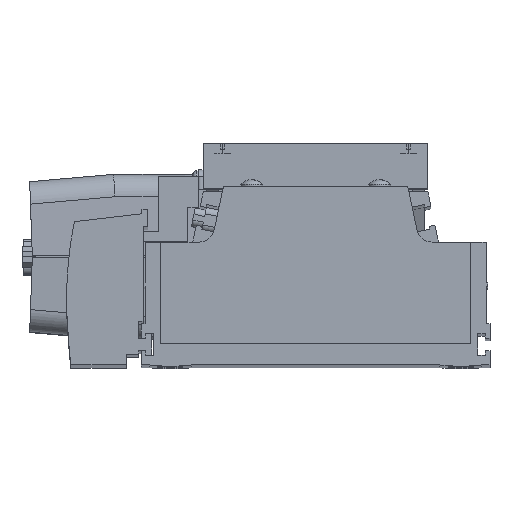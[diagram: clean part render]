
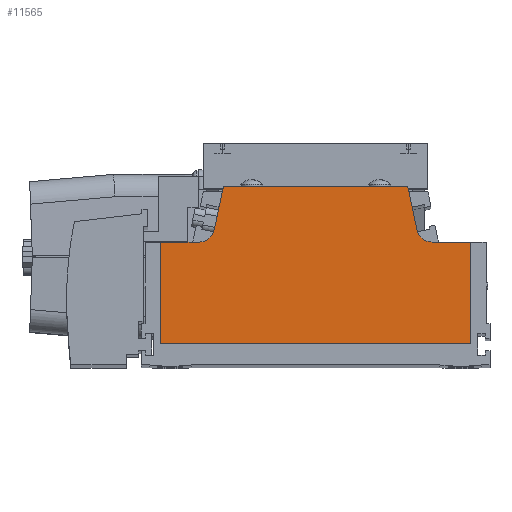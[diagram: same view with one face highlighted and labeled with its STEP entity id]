
A CAD part, top view. The second image highlights one B-rep face of the part: STEP entity #11565.
In plain terms, the highlighted planar face has unit normal (0, 0, 1).
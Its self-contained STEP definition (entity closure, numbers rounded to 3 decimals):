
#232 = VERTEX_POINT ( 'NONE', #16066 ) ;
#309 = LINE ( 'NONE', #7022, #24345 ) ;
#1766 = CARTESIAN_POINT ( 'NONE',  ( -30.049, 7., 472.5 ) ) ;
#2242 = CARTESIAN_POINT ( 'NONE',  ( 30.049, 3., 472.5 ) ) ;
#3030 = ORIENTED_EDGE ( 'NONE', *, *, #12147, .F. ) ;
#3038 = LINE ( 'NONE', #23498, #6044 ) ;
#4826 = DIRECTION ( 'NONE',  ( -1., 0., 0. ) ) ;
#5128 = FACE_OUTER_BOUND ( 'NONE', #20732, .T. ) ;
#5244 = DIRECTION ( 'NONE',  ( 0., -1., 0. ) ) ;
#5336 = VECTOR ( 'NONE', #5244, 1000. ) ;
#5620 = DIRECTION ( 'NONE',  ( -1., 0., 0. ) ) ;
#5942 = VERTEX_POINT ( 'NONE', #6958 ) ;
#6044 = VECTOR ( 'NONE', #18971, 1000. ) ;
#6317 = CARTESIAN_POINT ( 'NONE',  ( 23.784, 17.45, 472.5 ) ) ;
#6525 = VECTOR ( 'NONE', #10757, 1000. ) ;
#6958 = CARTESIAN_POINT ( 'NONE',  ( -23.784, 17.45, 472.5 ) ) ;
#6971 = VERTEX_POINT ( 'NONE', #22445 ) ;
#7022 = CARTESIAN_POINT ( 'NONE',  ( -40., -23.13, 472.5 ) ) ;
#7574 = ORIENTED_EDGE ( 'NONE', *, *, #12021, .F. ) ;
#8328 = CARTESIAN_POINT ( 'NONE',  ( 23.784, 17.45, 472.5 ) ) ;
#8346 = EDGE_CURVE ( 'NONE', #17396, #17952, #16962, .T. ) ;
#8600 = EDGE_CURVE ( 'NONE', #27073, #17952, #309, .T. ) ;
#9100 = ORIENTED_EDGE ( 'NONE', *, *, #16089, .F. ) ;
#9438 = ORIENTED_EDGE ( 'NONE', *, *, #25592, .T. ) ;
#9827 = ORIENTED_EDGE ( 'NONE', *, *, #8346, .T. ) ;
#10011 = VECTOR ( 'NONE', #17144, 1000. ) ;
#10074 = ORIENTED_EDGE ( 'NONE', *, *, #8600, .F. ) ;
#10178 = LINE ( 'NONE', #12375, #6525 ) ;
#10691 = DIRECTION ( 'NONE',  ( -1., 0., 0. ) ) ;
#10757 = DIRECTION ( 'NONE',  ( 0.204, 0.979, 0. ) ) ;
#11565 = ADVANCED_FACE ( 'NONE', ( #5128 ), #14055, .F. ) ;
#11889 = DIRECTION ( 'NONE',  ( -1., 0., 0. ) ) ;
#12021 = EDGE_CURVE ( 'NONE', #6971, #27073, #16364, .T. ) ;
#12147 = EDGE_CURVE ( 'NONE', #5942, #24670, #16649, .T. ) ;
#12361 = LINE ( 'NONE', #21528, #12517 ) ;
#12375 = CARTESIAN_POINT ( 'NONE',  ( -26.797, 3., 472.5 ) ) ;
#12517 = VECTOR ( 'NONE', #5620, 1000. ) ;
#14055 = PLANE ( 'NONE',  #23247 ) ;
#14076 = CARTESIAN_POINT ( 'NONE',  ( -40., 3., 472.5 ) ) ;
#14424 = EDGE_CURVE ( 'NONE', #24522, #14758, #16653, .T. ) ;
#14758 = VERTEX_POINT ( 'NONE', #21792 ) ;
#15100 = CARTESIAN_POINT ( 'NONE',  ( 40., -23.13, 472.5 ) ) ;
#15246 = LINE ( 'NONE', #6317, #10011 ) ;
#15904 = AXIS2_PLACEMENT_3D ( 'NONE', #1766, #20151, #10691 ) ;
#16066 = CARTESIAN_POINT ( 'NONE',  ( -30.049, 3., 472.5 ) ) ;
#16089 = EDGE_CURVE ( 'NONE', #24670, #14758, #15246, .T. ) ;
#16109 = ORIENTED_EDGE ( 'NONE', *, *, #23068, .T. ) ;
#16364 = LINE ( 'NONE', #18688, #5336 ) ;
#16649 = LINE ( 'NONE', #18976, #25878 ) ;
#16653 = CIRCLE ( 'NONE', #20372, 4. ) ;
#16840 = CIRCLE ( 'NONE', #15904, 4. ) ;
#16962 = LINE ( 'NONE', #25446, #17350 ) ;
#17144 = DIRECTION ( 'NONE',  ( 0.204, -0.979, 0. ) ) ;
#17350 = VECTOR ( 'NONE', #23268, 1000. ) ;
#17380 = DIRECTION ( 'NONE',  ( 0., 0., -1. ) ) ;
#17396 = VERTEX_POINT ( 'NONE', #14076 ) ;
#17952 = VERTEX_POINT ( 'NONE', #26248 ) ;
#18688 = CARTESIAN_POINT ( 'NONE',  ( 40., 84.488, 472.5 ) ) ;
#18971 = DIRECTION ( 'NONE',  ( -1., 0., 0. ) ) ;
#18976 = CARTESIAN_POINT ( 'NONE',  ( -23.784, 17.45, 472.5 ) ) ;
#19086 = ORIENTED_EDGE ( 'NONE', *, *, #14424, .T. ) ;
#20151 = DIRECTION ( 'NONE',  ( 0., 0., -1. ) ) ;
#20194 = CARTESIAN_POINT ( 'NONE',  ( 30.049, 7., 472.5 ) ) ;
#20372 = AXIS2_PLACEMENT_3D ( 'NONE', #20194, #22970, #11889 ) ;
#20613 = CARTESIAN_POINT ( 'NONE',  ( -26.133, 6.184, 472.5 ) ) ;
#20732 = EDGE_LOOP ( 'NONE', ( #7574, #9438, #19086, #9100, #3030, #21079, #16109, #24199, #9827, #10074 ) ) ;
#21079 = ORIENTED_EDGE ( 'NONE', *, *, #22215, .F. ) ;
#21528 = CARTESIAN_POINT ( 'NONE',  ( -40., 3., 472.5 ) ) ;
#21648 = EDGE_CURVE ( 'NONE', #232, #17396, #3038, .T. ) ;
#21792 = CARTESIAN_POINT ( 'NONE',  ( 26.133, 6.184, 472.5 ) ) ;
#22215 = EDGE_CURVE ( 'NONE', #26249, #5942, #10178, .T. ) ;
#22445 = CARTESIAN_POINT ( 'NONE',  ( 40., 3., 472.5 ) ) ;
#22970 = DIRECTION ( 'NONE',  ( 0., 0., -1. ) ) ;
#23068 = EDGE_CURVE ( 'NONE', #26249, #232, #16840, .T. ) ;
#23247 = AXIS2_PLACEMENT_3D ( 'NONE', #25859, #17380, #28204 ) ;
#23268 = DIRECTION ( 'NONE',  ( 0., -1., 0. ) ) ;
#23498 = CARTESIAN_POINT ( 'NONE',  ( -40., 3., 472.5 ) ) ;
#24199 = ORIENTED_EDGE ( 'NONE', *, *, #21648, .T. ) ;
#24345 = VECTOR ( 'NONE', #4826, 1000. ) ;
#24522 = VERTEX_POINT ( 'NONE', #2242 ) ;
#24670 = VERTEX_POINT ( 'NONE', #8328 ) ;
#25446 = CARTESIAN_POINT ( 'NONE',  ( -40., 84.488, 472.5 ) ) ;
#25557 = DIRECTION ( 'NONE',  ( 1., 0., 0. ) ) ;
#25592 = EDGE_CURVE ( 'NONE', #6971, #24522, #12361, .T. ) ;
#25859 = CARTESIAN_POINT ( 'NONE',  ( -40., 84.488, 472.5 ) ) ;
#25878 = VECTOR ( 'NONE', #25557, 1000. ) ;
#26248 = CARTESIAN_POINT ( 'NONE',  ( -40., -23.13, 472.5 ) ) ;
#26249 = VERTEX_POINT ( 'NONE', #20613 ) ;
#27073 = VERTEX_POINT ( 'NONE', #15100 ) ;
#28204 = DIRECTION ( 'NONE',  ( -1., 0., 0. ) ) ;
